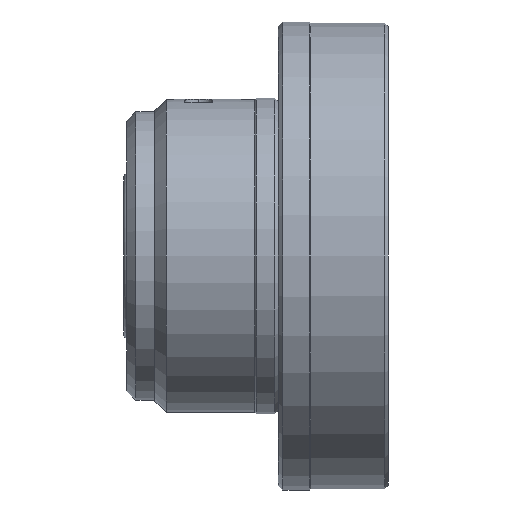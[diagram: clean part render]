
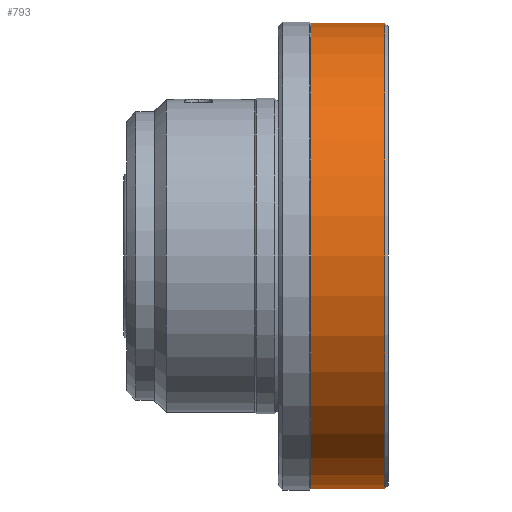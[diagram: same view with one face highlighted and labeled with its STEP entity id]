
A CAD part, left-side view. The second image highlights one B-rep face of the part: STEP entity #793.
In plain terms, the highlighted cylindrical face has radius 101 mm (diameter 202 mm), a partial arc.
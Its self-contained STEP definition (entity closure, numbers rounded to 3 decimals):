
#332 = ORIENTED_EDGE ( 'NONE', *, *, #5085, .T. ) ;
#410 = DIRECTION ( 'NONE',  ( 0., 1., 0. ) ) ;
#416 = CARTESIAN_POINT ( 'NONE',  ( 0., 1.5, 101. ) ) ;
#451 = EDGE_CURVE ( 'NONE', #2165, #1427, #1065, .T. ) ;
#624 = EDGE_CURVE ( 'NONE', #1427, #928, #2712, .T. ) ;
#707 = CARTESIAN_POINT ( 'NONE',  ( 0., 1.5, -101. ) ) ;
#732 = CIRCLE ( 'NONE', #1026, 101. ) ;
#793 = ADVANCED_FACE ( 'NONE', ( #1343 ), #2360, .T. ) ;
#915 = ORIENTED_EDGE ( 'NONE', *, *, #624, .F. ) ;
#928 = VERTEX_POINT ( 'NONE', #2285 ) ;
#1026 = AXIS2_PLACEMENT_3D ( 'NONE', #3055, #410, #3495 ) ;
#1065 = LINE ( 'NONE', #1407, #5651 ) ;
#1343 = FACE_OUTER_BOUND ( 'NONE', #3517, .T. ) ;
#1407 = CARTESIAN_POINT ( 'NONE',  ( 0., 119.447, -101. ) ) ;
#1427 = VERTEX_POINT ( 'NONE', #1573 ) ;
#1460 = AXIS2_PLACEMENT_3D ( 'NONE', #2526, #5187, #2076 ) ;
#1501 = DIRECTION ( 'NONE',  ( 0., 1., 0. ) ) ;
#1573 = CARTESIAN_POINT ( 'NONE',  ( 0., 33.5, -101. ) ) ;
#2076 = DIRECTION ( 'NONE',  ( 0., 0., 1. ) ) ;
#2165 = VERTEX_POINT ( 'NONE', #707 ) ;
#2183 = VECTOR ( 'NONE', #1501, 1000. ) ;
#2224 = AXIS2_PLACEMENT_3D ( 'NONE', #5066, #3714, #4165 ) ;
#2285 = CARTESIAN_POINT ( 'NONE',  ( 0., 33.5, 101. ) ) ;
#2360 = CYLINDRICAL_SURFACE ( 'NONE', #2224, 101. ) ;
#2526 = CARTESIAN_POINT ( 'NONE',  ( 0., 33.5, 0. ) ) ;
#2712 = CIRCLE ( 'NONE', #1460, 101. ) ;
#3055 = CARTESIAN_POINT ( 'NONE',  ( 0., 1.5, 0. ) ) ;
#3154 = DIRECTION ( 'NONE',  ( 0., 1., 0. ) ) ;
#3464 = ORIENTED_EDGE ( 'NONE', *, *, #5401, .T. ) ;
#3495 = DIRECTION ( 'NONE',  ( 0., 0., 1. ) ) ;
#3517 = EDGE_LOOP ( 'NONE', ( #3910, #332, #3464, #915 ) ) ;
#3714 = DIRECTION ( 'NONE',  ( 0., 1., 0. ) ) ;
#3910 = ORIENTED_EDGE ( 'NONE', *, *, #451, .F. ) ;
#4140 = CARTESIAN_POINT ( 'NONE',  ( 0., 119.447, 101. ) ) ;
#4165 = DIRECTION ( 'NONE',  ( 0., 0., 1. ) ) ;
#4167 = VERTEX_POINT ( 'NONE', #416 ) ;
#4533 = LINE ( 'NONE', #4140, #2183 ) ;
#5066 = CARTESIAN_POINT ( 'NONE',  ( 0., 119.447, 0. ) ) ;
#5085 = EDGE_CURVE ( 'NONE', #2165, #4167, #732, .T. ) ;
#5187 = DIRECTION ( 'NONE',  ( 0., 1., 0. ) ) ;
#5401 = EDGE_CURVE ( 'NONE', #4167, #928, #4533, .T. ) ;
#5651 = VECTOR ( 'NONE', #3154, 1000. ) ;
